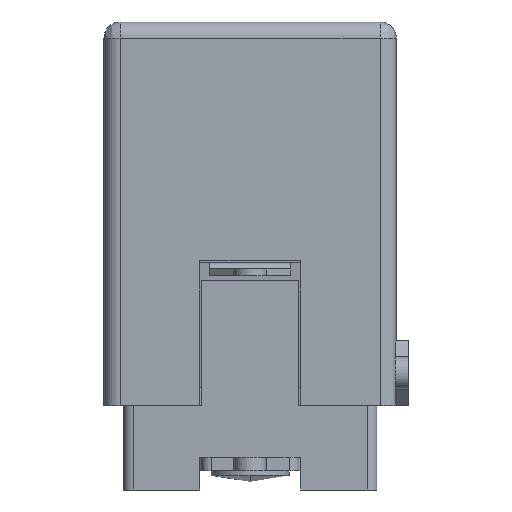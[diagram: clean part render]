
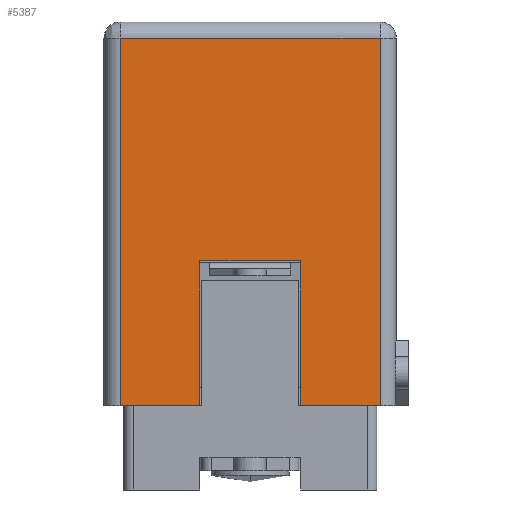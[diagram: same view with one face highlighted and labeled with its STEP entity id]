
A CAD part, front view. The second image highlights one B-rep face of the part: STEP entity #5387.
In plain terms, the highlighted planar face has unit normal (0, -1, 0).
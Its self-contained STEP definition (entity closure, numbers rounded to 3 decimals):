
#29 = EDGE_CURVE ( 'NONE', #3633, #3384, #2991, .T. ) ;
#389 = VECTOR ( 'NONE', #3900, 1000. ) ;
#390 = VERTEX_POINT ( 'NONE', #3449 ) ;
#477 = CARTESIAN_POINT ( 'NONE',  ( 1.55, -6.5, -11.8 ) ) ;
#600 = LINE ( 'NONE', #4858, #1813 ) ;
#640 = CARTESIAN_POINT ( 'NONE',  ( 1.55, -6.5, -11.8 ) ) ;
#715 = CARTESIAN_POINT ( 'NONE',  ( 4., -6.5, -11.8 ) ) ;
#732 = ORIENTED_EDGE ( 'NONE', *, *, #2379, .T. ) ;
#859 = CARTESIAN_POINT ( 'NONE',  ( -4., -6.5, -11.8 ) ) ;
#917 = VERTEX_POINT ( 'NONE', #3463 ) ;
#998 = CARTESIAN_POINT ( 'NONE',  ( 4., -6.5, -11.8 ) ) ;
#1084 = DIRECTION ( 'NONE',  ( 0., -1., 0. ) ) ;
#1260 = ORIENTED_EDGE ( 'NONE', *, *, #29, .T. ) ;
#1288 = CARTESIAN_POINT ( 'NONE',  ( 4., -6.5, -11.8 ) ) ;
#1445 = EDGE_CURVE ( 'NONE', #3060, #4231, #2257, .T. ) ;
#1477 = ORIENTED_EDGE ( 'NONE', *, *, #6093, .T. ) ;
#1492 = LINE ( 'NONE', #1660, #1978 ) ;
#1586 = ORIENTED_EDGE ( 'NONE', *, *, #3048, .T. ) ;
#1660 = CARTESIAN_POINT ( 'NONE',  ( 4., -6.5, -11.8 ) ) ;
#1694 = ORIENTED_EDGE ( 'NONE', *, *, #1445, .T. ) ;
#1767 = ORIENTED_EDGE ( 'NONE', *, *, #2807, .T. ) ;
#1813 = VECTOR ( 'NONE', #4256, 1000. ) ;
#1880 = EDGE_CURVE ( 'NONE', #390, #4140, #5943, .T. ) ;
#1966 = DIRECTION ( 'NONE',  ( 0., 0., -1. ) ) ;
#1978 = VECTOR ( 'NONE', #2233, 1000. ) ;
#2009 = CARTESIAN_POINT ( 'NONE',  ( -1.55, -6.5, -11.8 ) ) ;
#2233 = DIRECTION ( 'NONE',  ( 0., 0., 1. ) ) ;
#2257 = LINE ( 'NONE', #715, #3061 ) ;
#2269 = VECTOR ( 'NONE', #3076, 1000. ) ;
#2379 = EDGE_CURVE ( 'NONE', #4231, #917, #6551, .T. ) ;
#2477 = VECTOR ( 'NONE', #1966, 1000. ) ;
#2807 = EDGE_CURVE ( 'NONE', #917, #3633, #600, .T. ) ;
#2845 = EDGE_CURVE ( 'NONE', #6692, #4140, #1492, .T. ) ;
#2991 = LINE ( 'NONE', #477, #2269 ) ;
#3048 = EDGE_CURVE ( 'NONE', #390, #3060, #5639, .T. ) ;
#3060 = VERTEX_POINT ( 'NONE', #859 ) ;
#3061 = VECTOR ( 'NONE', #5396, 1000. ) ;
#3076 = DIRECTION ( 'NONE',  ( 0., 0., -1. ) ) ;
#3107 = CARTESIAN_POINT ( 'NONE',  ( -0.25, -6.5, -0.5 ) ) ;
#3158 = CARTESIAN_POINT ( 'NONE',  ( 1.55, -6.5, -7.35 ) ) ;
#3384 = VERTEX_POINT ( 'NONE', #640 ) ;
#3449 = CARTESIAN_POINT ( 'NONE',  ( -4., -6.5, -0.5 ) ) ;
#3463 = CARTESIAN_POINT ( 'NONE',  ( -1.55, -6.5, -7.35 ) ) ;
#3633 = VERTEX_POINT ( 'NONE', #3158 ) ;
#3900 = DIRECTION ( 'NONE',  ( 1., 0., 0. ) ) ;
#3955 = CARTESIAN_POINT ( 'NONE',  ( -1.55, -6.5, -11.8 ) ) ;
#4058 = CARTESIAN_POINT ( 'NONE',  ( 4., -6.5, -0.5 ) ) ;
#4140 = VERTEX_POINT ( 'NONE', #4058 ) ;
#4196 = PLANE ( 'NONE',  #5758 ) ;
#4231 = VERTEX_POINT ( 'NONE', #2009 ) ;
#4243 = CARTESIAN_POINT ( 'NONE',  ( 4., -6.5, -11.8 ) ) ;
#4256 = DIRECTION ( 'NONE',  ( 1., 0., 0. ) ) ;
#4384 = FACE_OUTER_BOUND ( 'NONE', #6202, .T. ) ;
#4700 = DIRECTION ( 'NONE',  ( 0., 0., -1. ) ) ;
#4858 = CARTESIAN_POINT ( 'NONE',  ( 4., -6.5, -7.35 ) ) ;
#5276 = DIRECTION ( 'NONE',  ( 1., 0., 0. ) ) ;
#5329 = VECTOR ( 'NONE', #5997, 1000. ) ;
#5356 = ORIENTED_EDGE ( 'NONE', *, *, #1880, .F. ) ;
#5387 = ADVANCED_FACE ( 'NONE', ( #4384 ), #4196, .T. ) ;
#5396 = DIRECTION ( 'NONE',  ( 1., 0., 0. ) ) ;
#5628 = CARTESIAN_POINT ( 'NONE',  ( -4., -6.5, -11.8 ) ) ;
#5639 = LINE ( 'NONE', #5628, #2477 ) ;
#5758 = AXIS2_PLACEMENT_3D ( 'NONE', #4243, #1084, #4700 ) ;
#5908 = LINE ( 'NONE', #1288, #389 ) ;
#5943 = LINE ( 'NONE', #3107, #6274 ) ;
#5997 = DIRECTION ( 'NONE',  ( 0., 0., 1. ) ) ;
#6093 = EDGE_CURVE ( 'NONE', #3384, #6692, #5908, .T. ) ;
#6202 = EDGE_LOOP ( 'NONE', ( #1477, #6288, #5356, #1586, #1694, #732, #1767, #1260 ) ) ;
#6274 = VECTOR ( 'NONE', #5276, 1000. ) ;
#6288 = ORIENTED_EDGE ( 'NONE', *, *, #2845, .T. ) ;
#6551 = LINE ( 'NONE', #3955, #5329 ) ;
#6692 = VERTEX_POINT ( 'NONE', #998 ) ;
